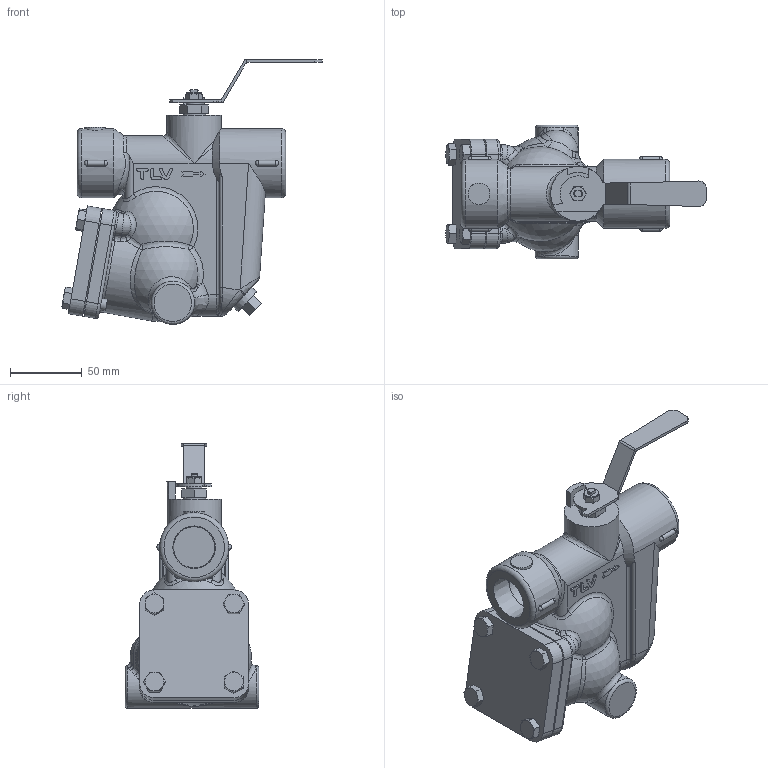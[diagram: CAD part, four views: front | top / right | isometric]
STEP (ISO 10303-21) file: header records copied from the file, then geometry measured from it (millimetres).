
FILE_DESCRIPTION(/* description */ (''),/* implementation_level */ '2;1');
FILE_NAME(/* name */ 'bt3n0-025-screw-00.stp',/* time_stamp */ '2016-04-07T13:22:32+09:00',/* author */ ('nakaot'),/* organization */ (''),/* preprocessor_version */ 'ST-DEVELOPER v15.6',/* originating_system */ 'Autodesk Inventor 2015',/* authorisation */ '');
FILE_SCHEMA (('CONFIG_CONTROL_DESIGN'));
Length unit declared in the file: millimetre
Products named in the file (1): bt3n0-025-screw-00
Bounding box: 180.87 x 93 x 184.03 mm (x, y, z)
Volume: 833501.7 mm3; surface area: 84986.3 mm2
Topology: 1 solids, 3 shells, 403 faces, 992 edges, 613 vertices
Faces by surface type: plane 143, cylinder 95, bspline 76, cone 40, torus 30, sphere 19
Full cylindrical faces by diameter (mm): 5 x1, 8 x6, 10 x5, 11 x2, 15 x1, 16 x1, 28.575 x2, 30 x1, 38 x1, 48 x2, 66.8 x1
Entity records: 14213 total; most frequent: CARTESIAN_POINT 5569, ORIENTED_EDGE 1834, DIRECTION 1675, EDGE_CURVE 917, AXIS2_PLACEMENT_3D 675, VERTEX_POINT 585, EDGE_LOOP 474, FACE_OUTER_BOUND 402
